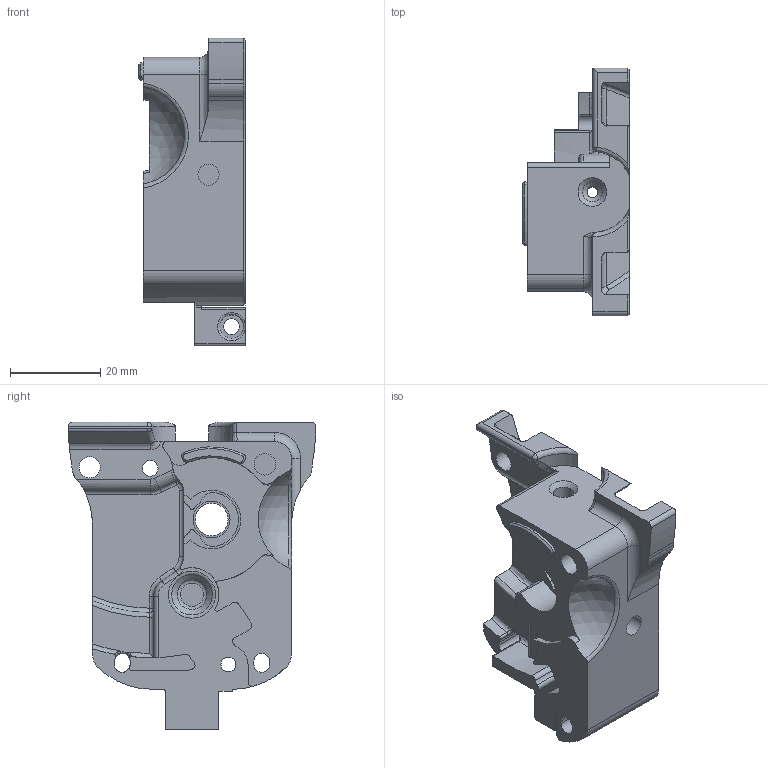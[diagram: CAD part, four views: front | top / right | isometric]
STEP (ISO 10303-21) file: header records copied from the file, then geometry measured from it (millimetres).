
FILE_DESCRIPTION(/* description */ (''),/* implementation_level */ '2;1');
FILE_NAME(/* name */ 'Extruder Body Tool Changer AlphaV1.step',/* time_stamp */ '2023-04-22T13:27:40-04:00',/* author */ (''),/* organization */ (''),/* preprocessor_version */ 'ST-DEVELOPER v19.2',/* originating_system */ 'Autodesk Translation Framework v12.4.0.73',/* authorisation */ '');
FILE_SCHEMA (('AUTOMOTIVE_DESIGN { 1 0 10303 214 3 1 1 }'));
Length unit declared in the file: millimetre
Products named in the file (1): Extruder Body Tool Changer AlphaV1
Bounding box: 23.7 x 55.02 x 68.3 mm (x, y, z)
Volume: 29228.9 mm3; surface area: 12534.2 mm2
Topology: 1 solids, 1 shells, 346 faces, 927 edges, 586 vertices
Faces by surface type: plane 141, cylinder 129, cone 29, torus 22, bspline 20, sphere 5
Full cylindrical faces by diameter (mm): 2.4 x2, 3.3 x1, 3.5 x2, 4.2 x1, 4.214 x1, 4.4 x1, 4.7 x3, 4.8 x1, 5.2 x1, 6 x2, 7.3 x1, 8.2 x1
Entity records: 11929 total; most frequent: CARTESIAN_POINT 3112, DIRECTION 1871, ORIENTED_EDGE 1854, EDGE_CURVE 927, AXIS2_PLACEMENT_3D 697, VERTEX_POINT 586, LINE 477, VECTOR 477
